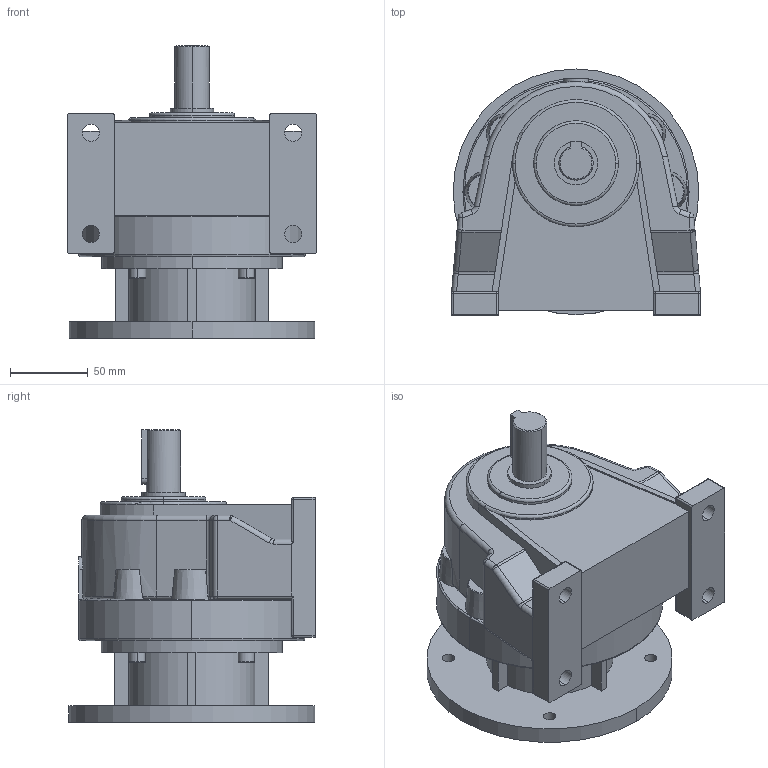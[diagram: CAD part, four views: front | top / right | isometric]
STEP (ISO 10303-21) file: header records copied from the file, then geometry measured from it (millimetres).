
FILE_DESCRIPTION (( 'STEP AP214' ), '1' );
FILE_NAME ('STP_22_400W 1罕2HP_HO梓袧_1.step', '2021-12-06T07:50:48', ( 'IT Division' ), ( 'IT' ), 'SwSTEP 2.0', 'SolidWorks 2016', '' );
FILE_SCHEMA (( 'AUTOMOTIVE_DESIGN' ));
Length unit declared in the file: millimetre
Products named in the file (1): STP_22_400W 1罕2HP_HO梓袧_1
Bounding box: 160 x 158.3 x 188 mm (x, y, z)
Volume: 2022327.6 mm3; surface area: 171479.2 mm2
Topology: 2 solids, 2 shells, 256 faces, 638 edges, 394 vertices
Faces by surface type: plane 106, cylinder 97, torus 33, sphere 13, cone 5, bspline 2
Entity records: 8165 total; most frequent: CARTESIAN_POINT 1717, DIRECTION 1339, ORIENTED_EDGE 1260, EDGE_CURVE 630, AXIS2_PLACEMENT_3D 507, VERTEX_POINT 394, LINE 325, VECTOR 325
